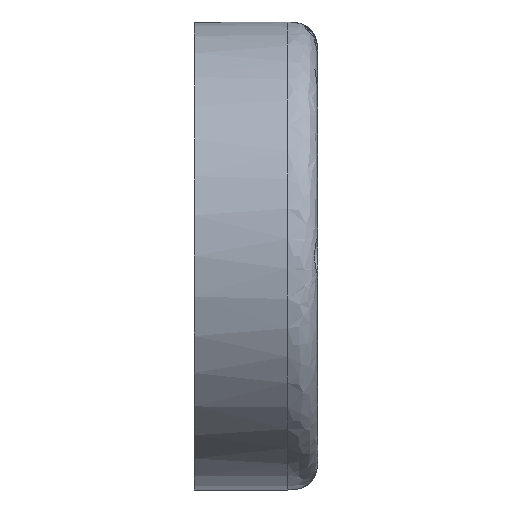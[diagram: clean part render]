
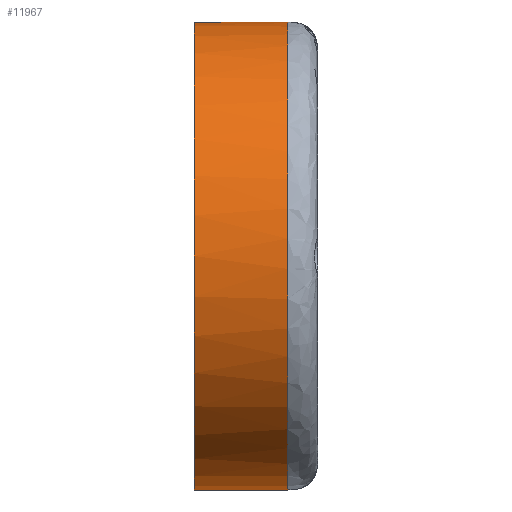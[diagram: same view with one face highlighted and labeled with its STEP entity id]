
A CAD part, left-side view. The second image highlights one B-rep face of the part: STEP entity #11967.
In plain terms, the highlighted cylindrical face has radius 34.1 mm (diameter 68.2 mm), a partial arc.
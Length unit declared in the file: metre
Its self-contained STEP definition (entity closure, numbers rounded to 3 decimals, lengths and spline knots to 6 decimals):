
#347=CYLINDRICAL_SURFACE('',#12776,0.0341);
#695=B_SPLINE_CURVE_WITH_KNOTS('',3,(#17381,#17382,#17383,#17384,#17385,
#17386,#17387,#17388,#17389,#17390,#17391),.UNSPECIFIED.,.F.,.F.,(4,1,1,
1,1,1,1,1,4),(0.,0.125,0.25,0.375,0.5,0.625,0.75,0.875,1.),
 .UNSPECIFIED.);
#1171=CIRCLE('',#12722,0.0341);
#1932=ORIENTED_EDGE('',*,*,#5236,.F.);
#1933=ORIENTED_EDGE('',*,*,#5624,.F.);
#1934=ORIENTED_EDGE('',*,*,#5625,.T.);
#1935=ORIENTED_EDGE('',*,*,#5462,.T.);
#5236=EDGE_CURVE('',#7086,#7087,#1171,.T.);
#5462=EDGE_CURVE('',#7308,#7087,#8285,.T.);
#5624=EDGE_CURVE('',#7468,#7086,#8353,.T.);
#5625=EDGE_CURVE('',#7468,#7308,#695,.T.);
#7086=VERTEX_POINT('',#16285);
#7087=VERTEX_POINT('',#16287);
#7308=VERTEX_POINT('',#16901);
#7468=VERTEX_POINT('',#17380);
#8285=LINE('',#16900,#9259);
#8353=LINE('',#17379,#9327);
#9259=VECTOR('',#13585,1.);
#9327=VECTOR('',#13691,1.);
#10122=EDGE_LOOP('',(#1932,#1933,#1934,#1935));
#10920=FACE_BOUND('',#10122,.T.);
#11967=ADVANCED_FACE('',(#10920),#347,.T.);
#12722=AXIS2_PLACEMENT_3D('',#16286,#13400,#13401);
#12776=AXIS2_PLACEMENT_3D('',#17378,#13689,#13690);
#13400=DIRECTION('',(0.,1.,0.));
#13401=DIRECTION('',(0.,0.,-1.));
#13585=DIRECTION('',(0.,1.,0.));
#13689=DIRECTION('',(0.,1.,0.));
#13690=DIRECTION('',(0.,0.,1.));
#13691=DIRECTION('',(0.,1.,0.));
#16285=CARTESIAN_POINT('',(0.,-0.0155,-0.0341));
#16286=CARTESIAN_POINT('',(0.,-0.0155,0.));
#16287=CARTESIAN_POINT('',(0.,-0.0155,0.0341));
#16900=CARTESIAN_POINT('',(0.,-0.029,0.0341));
#16901=CARTESIAN_POINT('',(0.,-0.0291,0.0341));
#17378=CARTESIAN_POINT('',(0.,-0.029,0.));
#17379=CARTESIAN_POINT('',(0.,-0.029,-0.0341));
#17380=CARTESIAN_POINT('',(0.,-0.0291,-0.0341));
#17381=CARTESIAN_POINT('',(0.,-0.0291,-0.0341));
#17382=CARTESIAN_POINT('',(-0.004464,-0.0291,-0.0341));
#17383=CARTESIAN_POINT('',(-0.013389,-0.0291,-0.032324));
#17384=CARTESIAN_POINT('',(-0.02474,-0.0291,-0.02474));
#17385=CARTESIAN_POINT('',(-0.032324,-0.0291,-0.013389));
#17386=CARTESIAN_POINT('',(-0.034988,-0.0291,0.));
#17387=CARTESIAN_POINT('',(-0.032324,-0.0291,0.013389));
#17388=CARTESIAN_POINT('',(-0.02474,-0.0291,0.02474));
#17389=CARTESIAN_POINT('',(-0.013389,-0.0291,0.032324));
#17390=CARTESIAN_POINT('',(-0.004464,-0.0291,0.0341));
#17391=CARTESIAN_POINT('',(0.,-0.0291,0.0341));
